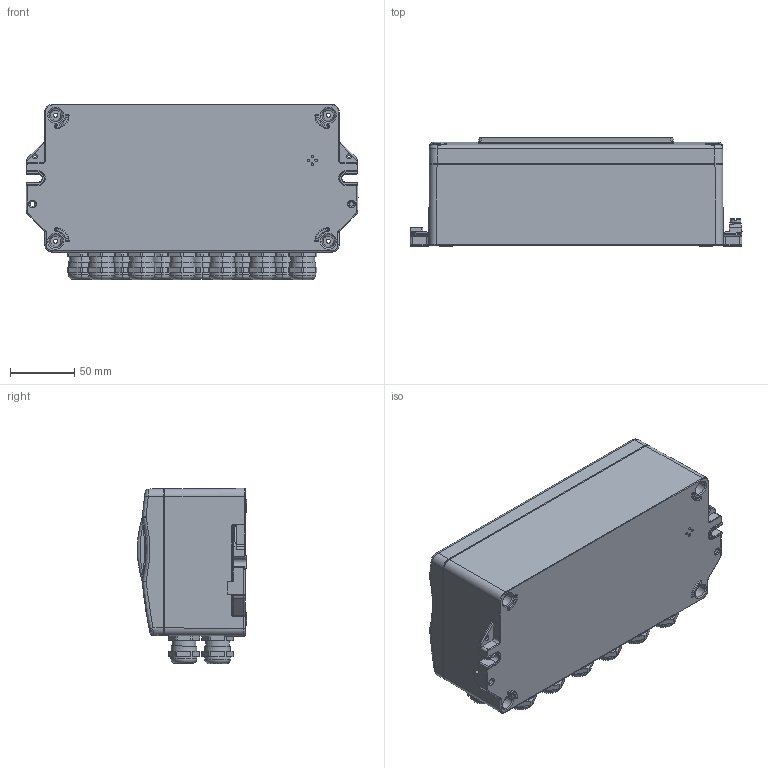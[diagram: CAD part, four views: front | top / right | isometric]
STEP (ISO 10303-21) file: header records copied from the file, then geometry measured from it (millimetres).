
FILE_DESCRIPTION((''),'2;1');
FILE_NAME('DM_CAD-6598_SCHRUMPF_ASM','2019-02-14T',('creinig-se'),(''),'PRO/ENGINEER BY PARAMETRIC TECHNOLOGY CORPORATION, 2015440','PRO/ENGINEER BY PARAMETRIC TECHNOLOGY CORPORATION, 2015440','');
FILE_SCHEMA(('CONFIG_CONTROL_DESIGN'));
Products named in the file (3): DM_CAD-6598_SW0002; DM_CAD-6598_04B8S7; DM_CAD-6598_SCHRUMPF_ASM
Assembly tree (2 placements, depth 2):
  DM_CAD-6598_SCHRUMPF_ASM
    DM_CAD-6598_SW0002
    DM_CAD-6598_04B8S7
Bounding box: 258 x 84.77 x 136.27 mm (x, y, z)
Volume: 567707.9 mm3; surface area: 255260.9 mm2
Topology: 2 solids, 2 shells, 1815 faces, 4416 edges, 2786 vertices
Faces by surface type: plane 649, cylinder 598, bspline 330, torus 162, cone 62, sphere 14
Entity records: 79719 total; most frequent: CARTESIAN_POINT 28936, ORIENTED_EDGE 8710, DIRECTION 8261, EDGE_CURVE 4355, AXIS2_PLACEMENT_3D 3033, VERTEX_POINT 2688, PRESENTATION_STYLE_ASSIGNMENT 2221, VECTOR 2195
